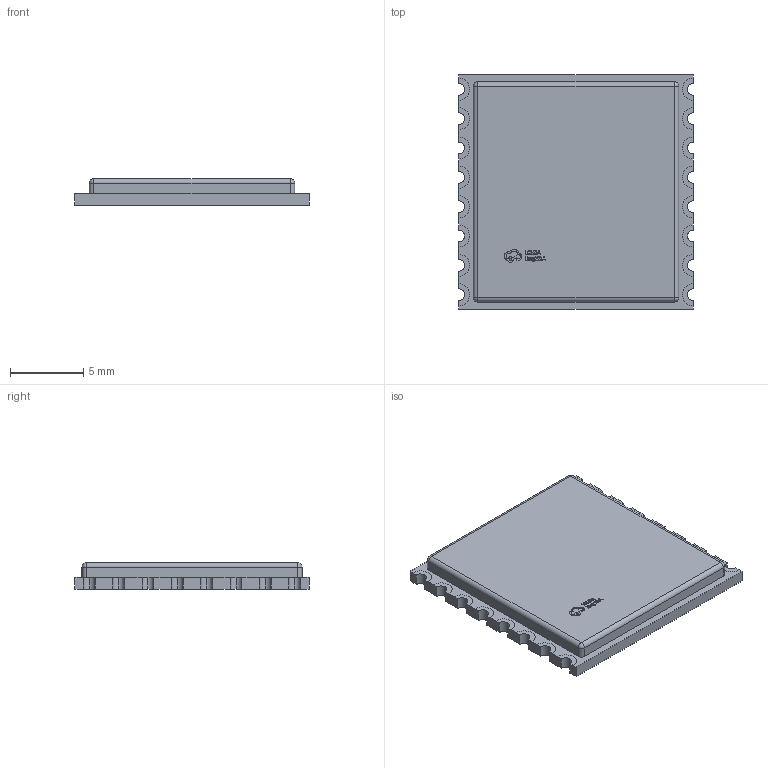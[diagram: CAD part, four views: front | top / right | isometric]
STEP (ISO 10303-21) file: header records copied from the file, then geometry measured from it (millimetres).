
FILE_DESCRIPTION (( 'STEP AP214' ), '1' );
FILE_NAME ('WIRELM-SMD_L16.0-W16.0-H2.0-SX1278S165SY-T-X1.step', '2022-07-15T13:44:56', ( '' ), ( '' ), 'SwSTEP 2.0', 'SolidWorks 2020', '' );
FILE_SCHEMA (( 'AUTOMOTIVE_DESIGN' ));
Length unit declared in the file: millimetre
Products named in the file (1): WIRELM-SMD_L16.0-W16.0-H2.0-SX1278S165SY-T-X1
Bounding box: 16 x 16 x 1.8 mm (x, y, z)
Volume: 410.4 mm3; surface area: 612.3 mm2
Topology: 14 solids, 14 shells, 333 faces, 935 edges, 634 vertices
Faces by surface type: plane 199, bspline 98, cylinder 32, sphere 4
Entity records: 15239 total; most frequent: CARTESIAN_POINT 3401, ORIENTED_EDGE 1862, DIRECTION 1285, EDGE_CURVE 931, VERTEX_POINT 634, LINE 621, VECTOR 621, EDGE_LOOP 353
